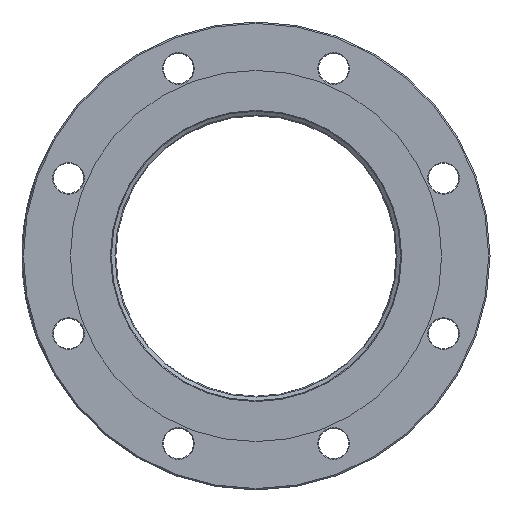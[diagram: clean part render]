
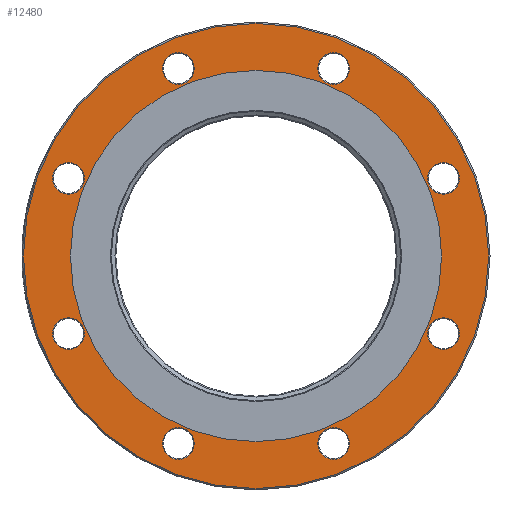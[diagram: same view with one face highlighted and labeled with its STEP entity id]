
A CAD part, left-side view. The second image highlights one B-rep face of the part: STEP entity #12480.
In plain terms, the highlighted planar face has unit normal (-1, 0, 0).
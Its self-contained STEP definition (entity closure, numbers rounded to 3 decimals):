
#155 = CIRCLE ( 'NONE', #4746, 11.5 ) ;
#471 = FACE_BOUND ( 'NONE', #6525, .T. ) ;
#500 = DIRECTION ( 'NONE',  ( 1., 0., 0. ) ) ;
#528 = DIRECTION ( 'NONE',  ( 1., 0., 0. ) ) ;
#607 = EDGE_LOOP ( 'NONE', ( #6281 ) ) ;
#682 = CARTESIAN_POINT ( 'NONE',  ( 3.962, 0., -169.053 ) ) ;
#793 = CARTESIAN_POINT ( 'NONE',  ( 3.962, -136.272, -56.446 ) ) ;
#949 = CARTESIAN_POINT ( 'NONE',  ( 3.962, -56.446, 136.272 ) ) ;
#1016 = CIRCLE ( 'NONE', #12189, 11.5 ) ;
#1262 = EDGE_CURVE ( 'NONE', #2430, #2430, #9402, .T. ) ;
#1267 = CARTESIAN_POINT ( 'NONE',  ( 3.962, -136.272, 56.446 ) ) ;
#1335 = CIRCLE ( 'NONE', #2875, 169.053 ) ;
#1361 = EDGE_LOOP ( 'NONE', ( #1934 ) ) ;
#1557 = CARTESIAN_POINT ( 'NONE',  ( 3.962, 136.272, -67.946 ) ) ;
#1590 = VERTEX_POINT ( 'NONE', #3868 ) ;
#1708 = ORIENTED_EDGE ( 'NONE', *, *, #3879, .T. ) ;
#1801 = EDGE_CURVE ( 'NONE', #5126, #5126, #9884, .T. ) ;
#1919 = PLANE ( 'NONE',  #3294 ) ;
#1934 = ORIENTED_EDGE ( 'NONE', *, *, #1801, .T. ) ;
#1989 = CIRCLE ( 'NONE', #7375, 11.5 ) ;
#2167 = AXIS2_PLACEMENT_3D ( 'NONE', #9293, #13961, #8189 ) ;
#2203 = DIRECTION ( 'NONE',  ( 0., 0., -1. ) ) ;
#2430 = VERTEX_POINT ( 'NONE', #9021 ) ;
#2539 = DIRECTION ( 'NONE',  ( 0., 0., -1. ) ) ;
#2584 = DIRECTION ( 'NONE',  ( 0., 0., -1. ) ) ;
#2660 = FACE_BOUND ( 'NONE', #9836, .T. ) ;
#2700 = CARTESIAN_POINT ( 'NONE',  ( 3.962, -136.272, -67.946 ) ) ;
#2875 = AXIS2_PLACEMENT_3D ( 'NONE', #13354, #11124, #2584 ) ;
#2891 = CARTESIAN_POINT ( 'NONE',  ( 3.962, 136.272, 44.946 ) ) ;
#3061 = ORIENTED_EDGE ( 'NONE', *, *, #13753, .T. ) ;
#3294 = AXIS2_PLACEMENT_3D ( 'NONE', #7599, #3324, #2203 ) ;
#3324 = DIRECTION ( 'NONE',  ( 1., 0., 0. ) ) ;
#3515 = FACE_BOUND ( 'NONE', #4743, .T. ) ;
#3516 = DIRECTION ( 'NONE',  ( 0., 0., -1. ) ) ;
#3868 = CARTESIAN_POINT ( 'NONE',  ( 3.962, 56.446, -147.772 ) ) ;
#3879 = EDGE_CURVE ( 'NONE', #6289, #6289, #6097, .T. ) ;
#4337 = FACE_BOUND ( 'NONE', #607, .T. ) ;
#4535 = CIRCLE ( 'NONE', #7902, 11.5 ) ;
#4579 = EDGE_CURVE ( 'NONE', #7648, #7648, #7588, .T. ) ;
#4676 = ORIENTED_EDGE ( 'NONE', *, *, #8232, .T. ) ;
#4743 = EDGE_LOOP ( 'NONE', ( #4972 ) ) ;
#4746 = AXIS2_PLACEMENT_3D ( 'NONE', #4799, #528, #12372 ) ;
#4785 = VERTEX_POINT ( 'NONE', #1557 ) ;
#4799 = CARTESIAN_POINT ( 'NONE',  ( 3.962, 56.446, -136.272 ) ) ;
#4954 = EDGE_LOOP ( 'NONE', ( #11866 ) ) ;
#4972 = ORIENTED_EDGE ( 'NONE', *, *, #7409, .T. ) ;
#5015 = ORIENTED_EDGE ( 'NONE', *, *, #1262, .T. ) ;
#5063 = DIRECTION ( 'NONE',  ( 0., 0., -1. ) ) ;
#5126 = VERTEX_POINT ( 'NONE', #12431 ) ;
#5140 = EDGE_LOOP ( 'NONE', ( #7087 ) ) ;
#5440 = AXIS2_PLACEMENT_3D ( 'NONE', #1267, #8826, #2539 ) ;
#5704 = DIRECTION ( 'NONE',  ( 1., 0., 0. ) ) ;
#5924 = DIRECTION ( 'NONE',  ( 1., 0., 0. ) ) ;
#6024 = CARTESIAN_POINT ( 'NONE',  ( 3.962, 56.446, 124.772 ) ) ;
#6092 = DIRECTION ( 'NONE',  ( 1., 0., 0. ) ) ;
#6097 = CIRCLE ( 'NONE', #12433, 11.5 ) ;
#6134 = DIRECTION ( 'NONE',  ( 0., 0., -1. ) ) ;
#6281 = ORIENTED_EDGE ( 'NONE', *, *, #8759, .T. ) ;
#6289 = VERTEX_POINT ( 'NONE', #2700 ) ;
#6386 = DIRECTION ( 'NONE',  ( 1., 0., 0. ) ) ;
#6525 = EDGE_LOOP ( 'NONE', ( #1708 ) ) ;
#6638 = EDGE_LOOP ( 'NONE', ( #3061 ) ) ;
#6825 = CARTESIAN_POINT ( 'NONE',  ( 3.962, 0., -134.874 ) ) ;
#7087 = ORIENTED_EDGE ( 'NONE', *, *, #4579, .T. ) ;
#7103 = CARTESIAN_POINT ( 'NONE',  ( 3.962, 0., 0. ) ) ;
#7315 = DIRECTION ( 'NONE',  ( 0., 0., -1. ) ) ;
#7375 = AXIS2_PLACEMENT_3D ( 'NONE', #11628, #13708, #6134 ) ;
#7409 = EDGE_CURVE ( 'NONE', #4785, #4785, #4535, .T. ) ;
#7588 = CIRCLE ( 'NONE', #9529, 134.874 ) ;
#7599 = CARTESIAN_POINT ( 'NONE',  ( 3.962, 0., 0. ) ) ;
#7648 = VERTEX_POINT ( 'NONE', #6825 ) ;
#7662 = EDGE_CURVE ( 'NONE', #11372, #11372, #1335, .T. ) ;
#7817 = CIRCLE ( 'NONE', #2167, 11.5 ) ;
#7879 = DIRECTION ( 'NONE',  ( 0., 0., -1. ) ) ;
#7902 = AXIS2_PLACEMENT_3D ( 'NONE', #11364, #5924, #12482 ) ;
#8189 = DIRECTION ( 'NONE',  ( 0., 0., -1. ) ) ;
#8232 = EDGE_CURVE ( 'NONE', #12060, #12060, #1016, .T. ) ;
#8233 = FACE_BOUND ( 'NONE', #10784, .T. ) ;
#8257 = CARTESIAN_POINT ( 'NONE',  ( 3.962, -56.446, -147.772 ) ) ;
#8399 = FACE_BOUND ( 'NONE', #10210, .T. ) ;
#8675 = VERTEX_POINT ( 'NONE', #2891 ) ;
#8759 = EDGE_CURVE ( 'NONE', #1590, #1590, #155, .T. ) ;
#8822 = ORIENTED_EDGE ( 'NONE', *, *, #12859, .T. ) ;
#8826 = DIRECTION ( 'NONE',  ( 1., 0., 0. ) ) ;
#9021 = CARTESIAN_POINT ( 'NONE',  ( 3.962, -136.272, 44.946 ) ) ;
#9293 = CARTESIAN_POINT ( 'NONE',  ( 3.962, 136.272, 56.446 ) ) ;
#9402 = CIRCLE ( 'NONE', #5440, 11.5 ) ;
#9529 = AXIS2_PLACEMENT_3D ( 'NONE', #7103, #500, #3516 ) ;
#9836 = EDGE_LOOP ( 'NONE', ( #8822 ) ) ;
#9884 = CIRCLE ( 'NONE', #10960, 11.5 ) ;
#10210 = EDGE_LOOP ( 'NONE', ( #5015 ) ) ;
#10517 = VERTEX_POINT ( 'NONE', #8257 ) ;
#10784 = EDGE_LOOP ( 'NONE', ( #4676 ) ) ;
#10911 = FACE_BOUND ( 'NONE', #5140, .T. ) ;
#10960 = AXIS2_PLACEMENT_3D ( 'NONE', #949, #6386, #7315 ) ;
#11124 = DIRECTION ( 'NONE',  ( -1., 0., 0. ) ) ;
#11364 = CARTESIAN_POINT ( 'NONE',  ( 3.962, 136.272, -56.446 ) ) ;
#11372 = VERTEX_POINT ( 'NONE', #682 ) ;
#11440 = FACE_BOUND ( 'NONE', #1361, .T. ) ;
#11628 = CARTESIAN_POINT ( 'NONE',  ( 3.962, -56.446, -136.272 ) ) ;
#11866 = ORIENTED_EDGE ( 'NONE', *, *, #7662, .T. ) ;
#12060 = VERTEX_POINT ( 'NONE', #6024 ) ;
#12189 = AXIS2_PLACEMENT_3D ( 'NONE', #12246, #5704, #7879 ) ;
#12246 = CARTESIAN_POINT ( 'NONE',  ( 3.962, 56.446, 136.272 ) ) ;
#12372 = DIRECTION ( 'NONE',  ( 0., 0., -1. ) ) ;
#12431 = CARTESIAN_POINT ( 'NONE',  ( 3.962, -56.446, 124.772 ) ) ;
#12433 = AXIS2_PLACEMENT_3D ( 'NONE', #793, #6092, #5063 ) ;
#12480 = ADVANCED_FACE ( 'NONE', ( #4337, #2660, #471, #8399, #11440, #8233, #13812, #3515, #13309, #10911 ), #1919, .F. ) ;
#12482 = DIRECTION ( 'NONE',  ( 0., 0., -1. ) ) ;
#12859 = EDGE_CURVE ( 'NONE', #10517, #10517, #1989, .T. ) ;
#13309 = FACE_OUTER_BOUND ( 'NONE', #4954, .T. ) ;
#13354 = CARTESIAN_POINT ( 'NONE',  ( 3.962, 0., 0. ) ) ;
#13708 = DIRECTION ( 'NONE',  ( 1., 0., 0. ) ) ;
#13753 = EDGE_CURVE ( 'NONE', #8675, #8675, #7817, .T. ) ;
#13812 = FACE_BOUND ( 'NONE', #6638, .T. ) ;
#13961 = DIRECTION ( 'NONE',  ( 1., 0., 0. ) ) ;
